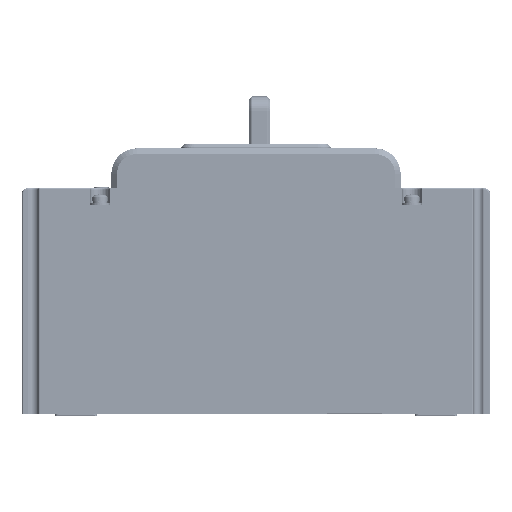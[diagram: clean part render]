
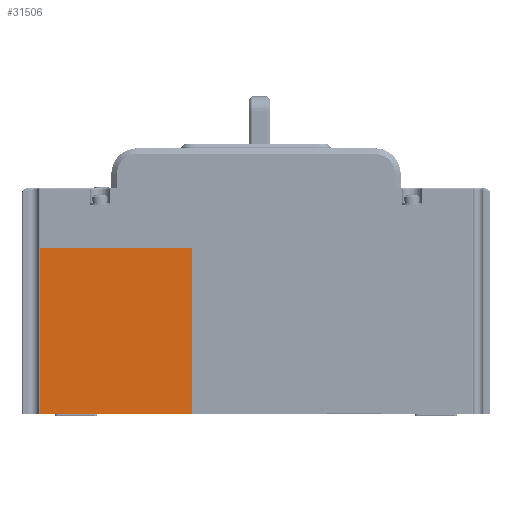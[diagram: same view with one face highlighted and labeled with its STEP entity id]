
A CAD part, top view. The second image highlights one B-rep face of the part: STEP entity #31506.
In plain terms, the highlighted planar face has unit normal (0, 0, 1).
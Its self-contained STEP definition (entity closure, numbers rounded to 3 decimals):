
#1294=DIRECTION('',(-1.,0.,0.));
#1295=VECTOR('',#1294,53.675);
#1296=CARTESIAN_POINT('',(-22.5,8.7,53.5));
#1297=LINE('',#1296,#1295);
#7420=DIRECTION('',(0.,-1.,0.));
#7421=VECTOR('',#7420,58.5);
#7422=CARTESIAN_POINT('',(-76.175,8.7,53.5));
#7423=LINE('',#7422,#7421);
#7424=DIRECTION('',(0.,1.,0.));
#7425=VECTOR('',#7424,58.5);
#7426=CARTESIAN_POINT('',(-22.5,-49.8,53.5));
#7427=LINE('',#7426,#7425);
#7428=DIRECTION('',(1.,0.,0.));
#7429=VECTOR('',#7428,53.675);
#7430=CARTESIAN_POINT('',(-76.175,-49.8,53.5));
#7431=LINE('',#7430,#7429);
#20049=CARTESIAN_POINT('',(-22.5,-49.8,53.5));
#20050=CARTESIAN_POINT('',(-22.5,8.7,53.5));
#20051=VERTEX_POINT('',#20049);
#20052=VERTEX_POINT('',#20050);
#21255=CARTESIAN_POINT('',(-76.175,-49.8,53.5));
#21257=VERTEX_POINT('',#21255);
#21261=CARTESIAN_POINT('',(-76.175,8.7,53.5));
#21262=VERTEX_POINT('',#21261);
#31493=CARTESIAN_POINT('',(0.,0.,53.5));
#31494=DIRECTION('',(0.,0.,1.));
#31495=DIRECTION('',(1.,0.,0.));
#31496=AXIS2_PLACEMENT_3D('',#31493,#31494,#31495);
#31497=PLANE('',#31496);
#31499=ORIENTED_EDGE('',*,*,#31498,.F.);
#31500=ORIENTED_EDGE('',*,*,#24091,.F.);
#31502=ORIENTED_EDGE('',*,*,#31501,.F.);
#31503=ORIENTED_EDGE('',*,*,#23304,.F.);
#31504=EDGE_LOOP('',(#31499,#31500,#31502,#31503));
#31505=FACE_OUTER_BOUND('',#31504,.F.);
#31506=ADVANCED_FACE('',(#31505),#31497,.T.);
#23304=EDGE_CURVE('',#21257,#20051,#7431,.T.);
#24091=EDGE_CURVE('',#20052,#21262,#1297,.T.);
#31498=EDGE_CURVE('',#21262,#21257,#7423,.T.);
#31501=EDGE_CURVE('',#20051,#20052,#7427,.T.);
